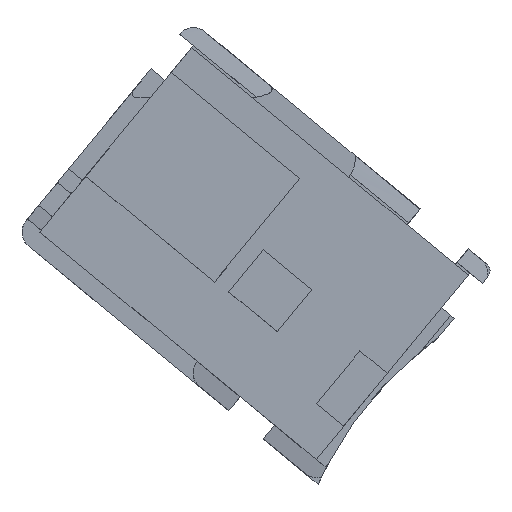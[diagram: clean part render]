
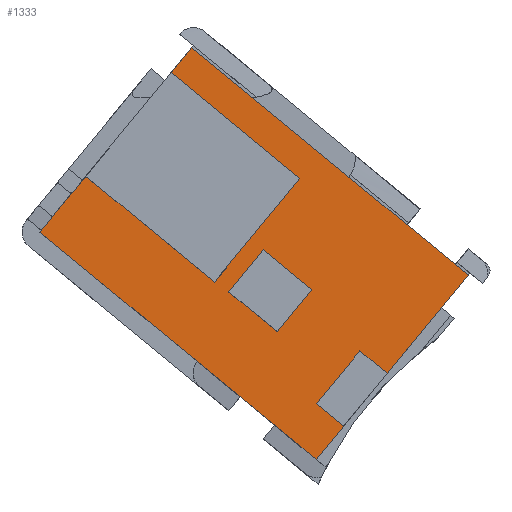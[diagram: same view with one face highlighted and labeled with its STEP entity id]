
A CAD part, top view. The second image highlights one B-rep face of the part: STEP entity #1333.
In plain terms, the highlighted planar face has unit normal (0, 0, 1).
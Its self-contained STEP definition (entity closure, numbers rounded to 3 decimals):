
#3 = VERTEX_POINT ( 'NONE', #2685 ) ;
#13 = VECTOR ( 'NONE', #2959, 1000. ) ;
#44 = VERTEX_POINT ( 'NONE', #3608 ) ;
#70 = LINE ( 'NONE', #1875, #2836 ) ;
#115 = AXIS2_PLACEMENT_3D ( 'NONE', #1916, #3788, #436 ) ;
#142 = CARTESIAN_POINT ( 'NONE',  ( 67.396, 93.251, 4.43 ) ) ;
#152 = DIRECTION ( 'NONE',  ( 0.772, -0.636, 0. ) ) ;
#212 = CARTESIAN_POINT ( 'NONE',  ( 43.495, 93.502, 4.43 ) ) ;
#298 = EDGE_CURVE ( 'NONE', #3765, #2225, #70, .T. ) ;
#436 = DIRECTION ( 'NONE',  ( 0.636, 0.772, 0. ) ) ;
#503 = EDGE_CURVE ( 'NONE', #799, #3765, #3171, .T. ) ;
#598 = VECTOR ( 'NONE', #3159, 1000. ) ;
#654 = ORIENTED_EDGE ( 'NONE', *, *, #503, .T. ) ;
#679 = CARTESIAN_POINT ( 'NONE',  ( 69.237, 61.837, 4.43 ) ) ;
#686 = CARTESIAN_POINT ( 'NONE',  ( 63.36, 85.266, 4.43 ) ) ;
#710 = VECTOR ( 'NONE', #3739, 1000. ) ;
#752 = EDGE_CURVE ( 'NONE', #1230, #1565, #3940, .T. ) ;
#799 = VERTEX_POINT ( 'NONE', #3667 ) ;
#817 = ORIENTED_EDGE ( 'NONE', *, *, #1462, .F. ) ;
#825 = CARTESIAN_POINT ( 'NONE',  ( 69.237, 61.837, 4.43 ) ) ;
#841 = LINE ( 'NONE', #142, #3102 ) ;
#865 = ORIENTED_EDGE ( 'NONE', *, *, #752, .T. ) ;
#889 = DIRECTION ( 'NONE',  ( -0.636, -0.772, 0. ) ) ;
#989 = CARTESIAN_POINT ( 'NONE',  ( 72.324, 65.586, 4.43 ) ) ;
#1015 = VECTOR ( 'NONE', #3569, 1000. ) ;
#1096 = EDGE_CURVE ( 'NONE', #2230, #1623, #1558, .T. ) ;
#1126 = LINE ( 'NONE', #3473, #1709 ) ;
#1160 = VECTOR ( 'NONE', #3665, 1000. ) ;
#1169 = FACE_BOUND ( 'NONE', #3026, .T. ) ;
#1184 = VERTEX_POINT ( 'NONE', #3425 ) ;
#1195 = LINE ( 'NONE', #3330, #3331 ) ;
#1230 = VERTEX_POINT ( 'NONE', #1268 ) ;
#1264 = DIRECTION ( 'NONE',  ( 0.636, 0.772, 0. ) ) ;
#1268 = CARTESIAN_POINT ( 'NONE',  ( 68.764, 80.816, 4.43 ) ) ;
#1271 = CARTESIAN_POINT ( 'NONE',  ( 53.03, 105.081, 4.43 ) ) ;
#1298 = CARTESIAN_POINT ( 'NONE',  ( 59.042, 80.92, 4.43 ) ) ;
#1302 = EDGE_CURVE ( 'NONE', #44, #2225, #1126, .T. ) ;
#1333 = ADVANCED_FACE ( 'NONE', ( #1169, #1751 ), #2228, .T. ) ;
#1381 = CARTESIAN_POINT ( 'NONE',  ( 57.861, 81.672, 4.43 ) ) ;
#1385 = CARTESIAN_POINT ( 'NONE',  ( 38.359, 87.265, 4.43 ) ) ;
#1389 = LINE ( 'NONE', #1385, #1015 ) ;
#1394 = LINE ( 'NONE', #3465, #598 ) ;
#1462 = EDGE_CURVE ( 'NONE', #3699, #3607, #3351, .T. ) ;
#1479 = DIRECTION ( 'NONE',  ( 0.636, 0.772, 0. ) ) ;
#1558 = LINE ( 'NONE', #1819, #1857 ) ;
#1565 = VERTEX_POINT ( 'NONE', #3013 ) ;
#1598 = DIRECTION ( 'NONE',  ( -0.772, 0.636, 0. ) ) ;
#1623 = VERTEX_POINT ( 'NONE', #2684 ) ;
#1631 = VECTOR ( 'NONE', #1598, 1000. ) ;
#1703 = CARTESIAN_POINT ( 'NONE',  ( 69.237, 61.837, 4.43 ) ) ;
#1704 = VECTOR ( 'NONE', #1264, 1000. ) ;
#1706 = ORIENTED_EDGE ( 'NONE', *, *, #3848, .T. ) ;
#1709 = VECTOR ( 'NONE', #152, 1000. ) ;
#1751 = FACE_OUTER_BOUND ( 'NONE', #3523, .T. ) ;
#1775 = EDGE_CURVE ( 'NONE', #2009, #1184, #2428, .T. ) ;
#1792 = EDGE_CURVE ( 'NONE', #2009, #2139, #3158, .T. ) ;
#1805 = DIRECTION ( 'NONE',  ( -0.636, -0.772, 0. ) ) ;
#1819 = CARTESIAN_POINT ( 'NONE',  ( 62.724, 84.494, 4.43 ) ) ;
#1857 = VECTOR ( 'NONE', #1805, 1000. ) ;
#1875 = CARTESIAN_POINT ( 'NONE',  ( 69.237, 61.837, 4.43 ) ) ;
#1916 = CARTESIAN_POINT ( 'NONE',  ( 62.284, 84.856, 4.43 ) ) ;
#1968 = CARTESIAN_POINT ( 'NONE',  ( 57.861, 81.672, 4.43 ) ) ;
#2009 = VERTEX_POINT ( 'NONE', #3170 ) ;
#2011 = CARTESIAN_POINT ( 'NONE',  ( 74.121, 73.977, 4.43 ) ) ;
#2012 = ORIENTED_EDGE ( 'NONE', *, *, #2602, .F. ) ;
#2047 = VECTOR ( 'NONE', #889, 1000. ) ;
#2068 = LINE ( 'NONE', #2432, #3628 ) ;
#2095 = CARTESIAN_POINT ( 'NONE',  ( 57.861, 81.672, 4.43 ) ) ;
#2115 = DIRECTION ( 'NONE',  ( -0.636, -0.772, 0. ) ) ;
#2119 = CARTESIAN_POINT ( 'NONE',  ( 62.92, 85.628, 4.43 ) ) ;
#2139 = VERTEX_POINT ( 'NONE', #2011 ) ;
#2171 = LINE ( 'NONE', #2095, #2220 ) ;
#2220 = VECTOR ( 'NONE', #1479, 1000. ) ;
#2225 = VERTEX_POINT ( 'NONE', #989 ) ;
#2228 = PLANE ( 'NONE',  #115 ) ;
#2230 = VERTEX_POINT ( 'NONE', #686 ) ;
#2325 = ORIENTED_EDGE ( 'NONE', *, *, #3380, .T. ) ;
#2341 = EDGE_CURVE ( 'NONE', #3, #2656, #841, .T. ) ;
#2386 = DIRECTION ( 'NONE',  ( -0.772, 0.636, 0. ) ) ;
#2428 = LINE ( 'NONE', #679, #1704 ) ;
#2432 = CARTESIAN_POINT ( 'NONE',  ( 86.21, 82.448, 4.43 ) ) ;
#2449 = CARTESIAN_POINT ( 'NONE',  ( 68.128, 80.044, 4.43 ) ) ;
#2602 = EDGE_CURVE ( 'NONE', #1230, #2230, #2811, .T. ) ;
#2656 = VERTEX_POINT ( 'NONE', #1271 ) ;
#2684 = CARTESIAN_POINT ( 'NONE',  ( 59.482, 80.557, 4.43 ) ) ;
#2685 = CARTESIAN_POINT ( 'NONE',  ( 67.396, 93.251, 4.43 ) ) ;
#2763 = EDGE_CURVE ( 'NONE', #2808, #2656, #1195, .T. ) ;
#2808 = VERTEX_POINT ( 'NONE', #3637 ) ;
#2811 = LINE ( 'NONE', #2119, #1160 ) ;
#2836 = VECTOR ( 'NONE', #3124, 1000. ) ;
#2959 = DIRECTION ( 'NONE',  ( 0.772, -0.636, 0. ) ) ;
#2972 = DIRECTION ( 'NONE',  ( 0.772, -0.636, 0. ) ) ;
#3013 = CARTESIAN_POINT ( 'NONE',  ( 64.886, 76.107, 4.43 ) ) ;
#3016 = ORIENTED_EDGE ( 'NONE', *, *, #1792, .F. ) ;
#3026 = EDGE_LOOP ( 'NONE', ( #3420, #2012, #865, #2325 ) ) ;
#3062 = ORIENTED_EDGE ( 'NONE', *, *, #3410, .F. ) ;
#3102 = VECTOR ( 'NONE', #3512, 1000. ) ;
#3124 = DIRECTION ( 'NONE',  ( 0.636, 0.772, 0. ) ) ;
#3152 = ORIENTED_EDGE ( 'NONE', *, *, #2341, .F. ) ;
#3158 = LINE ( 'NONE', #3724, #710 ) ;
#3159 = DIRECTION ( 'NONE',  ( -0.636, -0.772, 0. ) ) ;
#3170 = CARTESIAN_POINT ( 'NONE',  ( 77.168, 71.468, 4.43 ) ) ;
#3171 = LINE ( 'NONE', #825, #3899 ) ;
#3288 = ORIENTED_EDGE ( 'NONE', *, *, #1302, .F. ) ;
#3295 = EDGE_CURVE ( 'NONE', #3607, #3, #2171, .T. ) ;
#3320 = ORIENTED_EDGE ( 'NONE', *, *, #1775, .T. ) ;
#3330 = CARTESIAN_POINT ( 'NONE',  ( 38.359, 87.265, 4.43 ) ) ;
#3331 = VECTOR ( 'NONE', #2115, 1000. ) ;
#3351 = LINE ( 'NONE', #1381, #13 ) ;
#3380 = EDGE_CURVE ( 'NONE', #1565, #1623, #3969, .T. ) ;
#3396 = ORIENTED_EDGE ( 'NONE', *, *, #298, .T. ) ;
#3401 = ORIENTED_EDGE ( 'NONE', *, *, #2763, .T. ) ;
#3410 = EDGE_CURVE ( 'NONE', #2139, #44, #1394, .T. ) ;
#3420 = ORIENTED_EDGE ( 'NONE', *, *, #1096, .F. ) ;
#3425 = CARTESIAN_POINT ( 'NONE',  ( 86.21, 82.448, 4.43 ) ) ;
#3465 = CARTESIAN_POINT ( 'NONE',  ( 69.277, 68.094, 4.43 ) ) ;
#3473 = CARTESIAN_POINT ( 'NONE',  ( 72.324, 65.586, 4.43 ) ) ;
#3512 = DIRECTION ( 'NONE',  ( -0.772, 0.636, 0. ) ) ;
#3523 = EDGE_LOOP ( 'NONE', ( #3062, #3016, #3320, #1706, #3401, #3152, #3903, #817, #3737, #654, #3396, #3288 ) ) ;
#3569 = DIRECTION ( 'NONE',  ( -0.636, -0.772, 0. ) ) ;
#3607 = VERTEX_POINT ( 'NONE', #1968 ) ;
#3608 = CARTESIAN_POINT ( 'NONE',  ( 69.277, 68.094, 4.43 ) ) ;
#3628 = VECTOR ( 'NONE', #2386, 1000. ) ;
#3637 = CARTESIAN_POINT ( 'NONE',  ( 55.332, 107.876, 4.43 ) ) ;
#3665 = DIRECTION ( 'NONE',  ( -0.772, 0.636, 0. ) ) ;
#3666 = EDGE_CURVE ( 'NONE', #3699, #799, #1389, .T. ) ;
#3667 = CARTESIAN_POINT ( 'NONE',  ( 38.359, 87.265, 4.43 ) ) ;
#3699 = VERTEX_POINT ( 'NONE', #212 ) ;
#3724 = CARTESIAN_POINT ( 'NONE',  ( 77.168, 71.468, 4.43 ) ) ;
#3737 = ORIENTED_EDGE ( 'NONE', *, *, #3666, .T. ) ;
#3739 = DIRECTION ( 'NONE',  ( -0.772, 0.636, 0. ) ) ;
#3765 = VERTEX_POINT ( 'NONE', #1703 ) ;
#3788 = DIRECTION ( 'NONE',  ( 0., 0., 1. ) ) ;
#3848 = EDGE_CURVE ( 'NONE', #1184, #2808, #2068, .T. ) ;
#3899 = VECTOR ( 'NONE', #2972, 1000. ) ;
#3903 = ORIENTED_EDGE ( 'NONE', *, *, #3295, .F. ) ;
#3940 = LINE ( 'NONE', #2449, #2047 ) ;
#3969 = LINE ( 'NONE', #1298, #1631 ) ;
